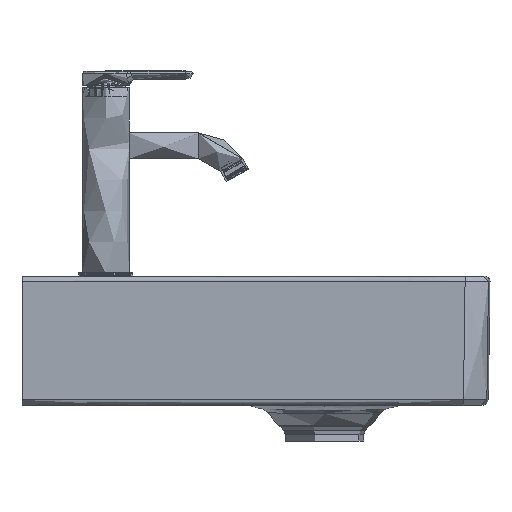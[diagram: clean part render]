
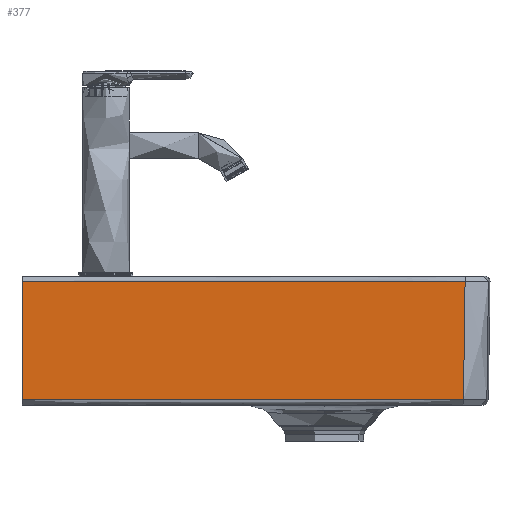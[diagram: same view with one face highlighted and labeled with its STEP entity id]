
A CAD part, front view. The second image highlights one B-rep face of the part: STEP entity #377.
In plain terms, the highlighted planar face has unit normal (0, -1, -0.014).
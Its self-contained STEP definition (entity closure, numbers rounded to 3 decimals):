
#377=ADVANCED_FACE('',(#1182),#11977,.T.);
#1182=FACE_OUTER_BOUND('',#1987,.T.);
#1987=EDGE_LOOP('',(#3002,#3003,#3004,#3005));
#3002=ORIENTED_EDGE('',*,*,#6646,.F.);
#3003=ORIENTED_EDGE('',*,*,#6647,.F.);
#3004=ORIENTED_EDGE('',*,*,#6648,.F.);
#3005=ORIENTED_EDGE('',*,*,#6645,.F.);
#6645=EDGE_CURVE('',#10724,#10725,#9780,.T.);
#6646=EDGE_CURVE('',#10713,#10724,#9781,.T.);
#6647=EDGE_CURVE('',#10726,#10713,#9782,.T.);
#6648=EDGE_CURVE('',#10725,#10726,#9783,.T.);
#9780=B_SPLINE_CURVE_WITH_KNOTS('',1,(#83122,#83123),.UNSPECIFIED.,.F.,
 .F.,(2,2),(0.,377.268),.UNSPECIFIED.);
#9781=B_SPLINE_CURVE_WITH_KNOTS('',5,(#83124,#83125,#83126,#83127,#83128,
#83129),.UNSPECIFIED.,.F.,.F.,(6,6),(37.284,180.432),
 .UNSPECIFIED.);
#9782=B_SPLINE_CURVE_WITH_KNOTS('',1,(#83130,#83131),.UNSPECIFIED.,.F.,
 .F.,(2,2),(0.,378.635),.UNSPECIFIED.);
#9783=B_SPLINE_CURVE_WITH_KNOTS('',1,(#83132,#83133),.UNSPECIFIED.,.F.,
 .F.,(2,2),(-101.212,0.),.UNSPECIFIED.);
#10713=VERTEX_POINT('',#81830);
#10724=VERTEX_POINT('',#81841);
#10725=VERTEX_POINT('',#81842);
#10726=VERTEX_POINT('',#81843);
#11977=PLANE('',#12942);
#12942=AXIS2_PLACEMENT_3D('',#30401,#13112,$);
#13112=DIRECTION('',(0.,-1.,-0.014));
#30401=CARTESIAN_POINT('',(416.559,-300.079,5.822));
#81830=CARTESIAN_POINT('',(378.635,-299.941,-4.359));
#81841=CARTESIAN_POINT('',(377.268,-298.561,-105.561));
#81842=CARTESIAN_POINT('',(0.,-298.561,-105.561));
#81843=CARTESIAN_POINT('',(0.,-299.941,-4.359));
#83122=CARTESIAN_POINT('',(377.268,-298.561,-105.561));
#83123=CARTESIAN_POINT('',(0.,-298.561,-105.561));
#83124=CARTESIAN_POINT('',(378.635,-299.941,-4.359));
#83125=CARTESIAN_POINT('',(378.362,-299.665,-24.599));
#83126=CARTESIAN_POINT('',(378.089,-299.389,-44.84));
#83127=CARTESIAN_POINT('',(377.815,-299.113,-65.08));
#83128=CARTESIAN_POINT('',(377.542,-298.837,-85.321));
#83129=CARTESIAN_POINT('',(377.268,-298.561,-105.561));
#83130=CARTESIAN_POINT('',(0.,-299.941,-4.359));
#83131=CARTESIAN_POINT('',(378.635,-299.941,-4.359));
#83132=CARTESIAN_POINT('',(0.,-298.561,-105.561));
#83133=CARTESIAN_POINT('',(0.,-299.941,-4.359));
